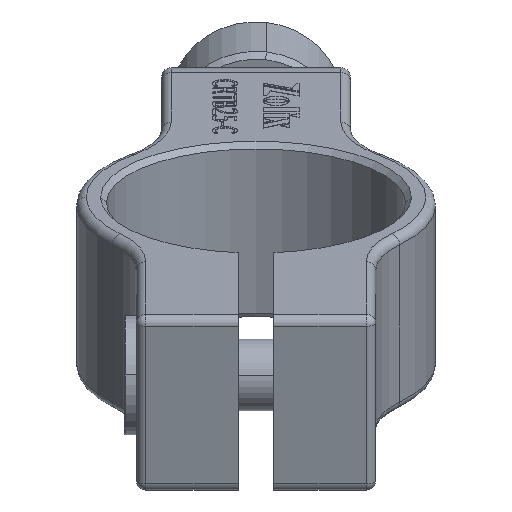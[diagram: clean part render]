
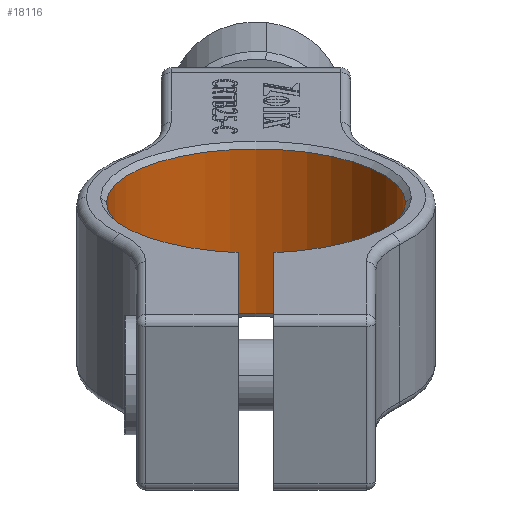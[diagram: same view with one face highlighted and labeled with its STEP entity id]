
A CAD part, top view. The second image highlights one B-rep face of the part: STEP entity #18116.
In plain terms, the highlighted cylindrical face has radius 12.5 mm (diameter 25 mm), a partial arc.
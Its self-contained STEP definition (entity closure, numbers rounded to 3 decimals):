
#154 = DIRECTION ( 'NONE',  ( -1., 0., 0. ) ) ;
#378 = CARTESIAN_POINT ( 'NONE',  ( -27.473, 8.608, -22.237 ) ) ;
#506 = EDGE_CURVE ( 'NONE', #3596, #926, #10683, .T. ) ;
#776 = CARTESIAN_POINT ( 'NONE',  ( -27.473, 8.141, -22.418 ) ) ;
#906 = AXIS2_PLACEMENT_3D ( 'NONE', #4748, #1282, #154 ) ;
#926 = VERTEX_POINT ( 'NONE', #10965 ) ;
#1282 = DIRECTION ( 'NONE',  ( 0., -0.933, -0.361 ) ) ;
#2032 = DIRECTION ( 'NONE',  ( 0., 0.933, 0.361 ) ) ;
#2700 = LINE ( 'NONE', #4437, #17687 ) ;
#3596 = VERTEX_POINT ( 'NONE', #378 ) ;
#4226 = DIRECTION ( 'NONE',  ( 0., 0.933, 0.361 ) ) ;
#4437 = CARTESIAN_POINT ( 'NONE',  ( -2.473, 8.141, -22.418 ) ) ;
#4748 = CARTESIAN_POINT ( 'NONE',  ( -14.973, 8.608, -22.237 ) ) ;
#6909 = LINE ( 'NONE', #776, #17997 ) ;
#7151 = VERTEX_POINT ( 'NONE', #14306 ) ;
#7222 = ORIENTED_EDGE ( 'NONE', *, *, #16101, .F. ) ;
#7658 = FACE_OUTER_BOUND ( 'NONE', #12780, .T. ) ;
#7709 = DIRECTION ( 'NONE',  ( 0., 0.933, 0.361 ) ) ;
#8157 = DIRECTION ( 'NONE',  ( 1., 0., 0. ) ) ;
#8356 = CYLINDRICAL_SURFACE ( 'NONE', #17045, 12.5 ) ;
#9426 = CARTESIAN_POINT ( 'NONE',  ( -14.973, 22.317, -16.931 ) ) ;
#10683 = CIRCLE ( 'NONE', #906, 12.5 ) ;
#10965 = CARTESIAN_POINT ( 'NONE',  ( -2.473, 8.608, -22.237 ) ) ;
#11501 = CIRCLE ( 'NONE', #14757, 12.5 ) ;
#12780 = EDGE_LOOP ( 'NONE', ( #7222, #13739, #12972, #20089 ) ) ;
#12957 = CARTESIAN_POINT ( 'NONE',  ( -14.973, 8.141, -22.418 ) ) ;
#12972 = ORIENTED_EDGE ( 'NONE', *, *, #18322, .T. ) ;
#13739 = ORIENTED_EDGE ( 'NONE', *, *, #506, .T. ) ;
#14036 = DIRECTION ( 'NONE',  ( -1., 0., 0. ) ) ;
#14306 = CARTESIAN_POINT ( 'NONE',  ( -27.473, 22.317, -16.931 ) ) ;
#14659 = DIRECTION ( 'NONE',  ( 0., 0.933, 0.361 ) ) ;
#14757 = AXIS2_PLACEMENT_3D ( 'NONE', #9426, #7709, #14036 ) ;
#16101 = EDGE_CURVE ( 'NONE', #3596, #7151, #6909, .T. ) ;
#16454 = VERTEX_POINT ( 'NONE', #17577 ) ;
#17045 = AXIS2_PLACEMENT_3D ( 'NONE', #12957, #2032, #8157 ) ;
#17356 = EDGE_CURVE ( 'NONE', #16454, #7151, #11501, .T. ) ;
#17577 = CARTESIAN_POINT ( 'NONE',  ( -2.473, 22.317, -16.931 ) ) ;
#17687 = VECTOR ( 'NONE', #4226, 1000. ) ;
#17997 = VECTOR ( 'NONE', #14659, 1000. ) ;
#18116 = ADVANCED_FACE ( 'NONE', ( #7658 ), #8356, .F. ) ;
#18322 = EDGE_CURVE ( 'NONE', #926, #16454, #2700, .T. ) ;
#20089 = ORIENTED_EDGE ( 'NONE', *, *, #17356, .T. ) ;
